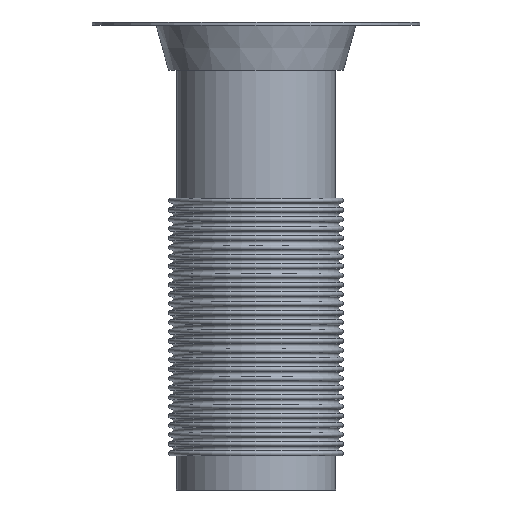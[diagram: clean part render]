
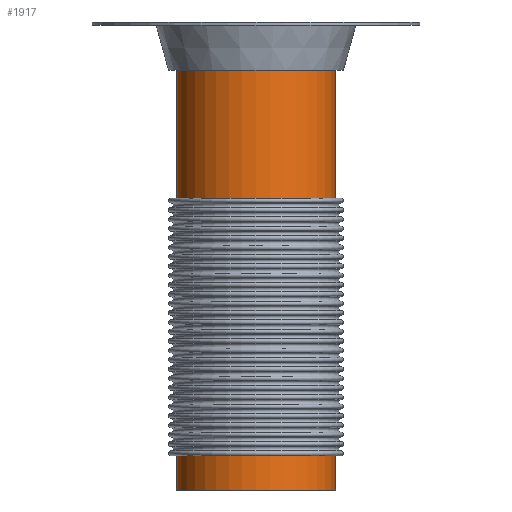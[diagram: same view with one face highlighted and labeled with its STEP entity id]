
A CAD part, front view. The second image highlights one B-rep face of the part: STEP entity #1917.
In plain terms, the highlighted cylindrical face has radius 510 mm (diameter 1020 mm), a full revolution.
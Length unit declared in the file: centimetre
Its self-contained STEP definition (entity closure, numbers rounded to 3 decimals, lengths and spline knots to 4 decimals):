
#254=FACE_OUTER_BOUND('',#395,.T.);
#395=EDGE_LOOP('',(#1762,#1763,#1764,#1765));
#500=LINE('',#3463,#603);
#603=VECTOR('',#2895,51.);
#774=CIRCLE('',#2209,51.);
#776=CIRCLE('',#2212,51.);
#940=VERTEX_POINT('',#3457);
#942=VERTEX_POINT('',#3462);
#1214=EDGE_CURVE('',#940,#940,#774,.T.);
#1216=EDGE_CURVE('',#940,#942,#500,.T.);
#1217=EDGE_CURVE('',#942,#942,#776,.T.);
#1762=ORIENTED_EDGE('',*,*,#1214,.F.);
#1763=ORIENTED_EDGE('',*,*,#1216,.T.);
#1764=ORIENTED_EDGE('',*,*,#1217,.T.);
#1765=ORIENTED_EDGE('',*,*,#1216,.F.);
#1800=CYLINDRICAL_SURFACE('',#2211,51.);
#1917=ADVANCED_FACE('',(#254),#1800,.T.);
#2209=AXIS2_PLACEMENT_3D('',#3458,#2889,#2890);
#2211=AXIS2_PLACEMENT_3D('',#3461,#2893,#2894);
#2212=AXIS2_PLACEMENT_3D('',#3464,#2896,#2897);
#2889=DIRECTION('center_axis',(0.,0.,-1.));
#2890=DIRECTION('ref_axis',(0.,1.,0.));
#2893=DIRECTION('center_axis',(0.,0.,-1.));
#2894=DIRECTION('ref_axis',(-1.,0.,0.));
#2895=DIRECTION('',(0.,0.,1.));
#2896=DIRECTION('center_axis',(0.,0.,-1.));
#2897=DIRECTION('ref_axis',(-1.,0.,0.));
#3457=CARTESIAN_POINT('',(308.746,110.5454,-155.));
#3458=CARTESIAN_POINT('Origin',(257.746,110.5454,-155.));
#3461=CARTESIAN_POINT('Origin',(257.746,110.5454,-1.));
#3462=CARTESIAN_POINT('',(308.746,110.5454,143.));
#3463=CARTESIAN_POINT('',(308.746,110.5454,-1.));
#3464=CARTESIAN_POINT('Origin',(257.746,110.5454,143.));
